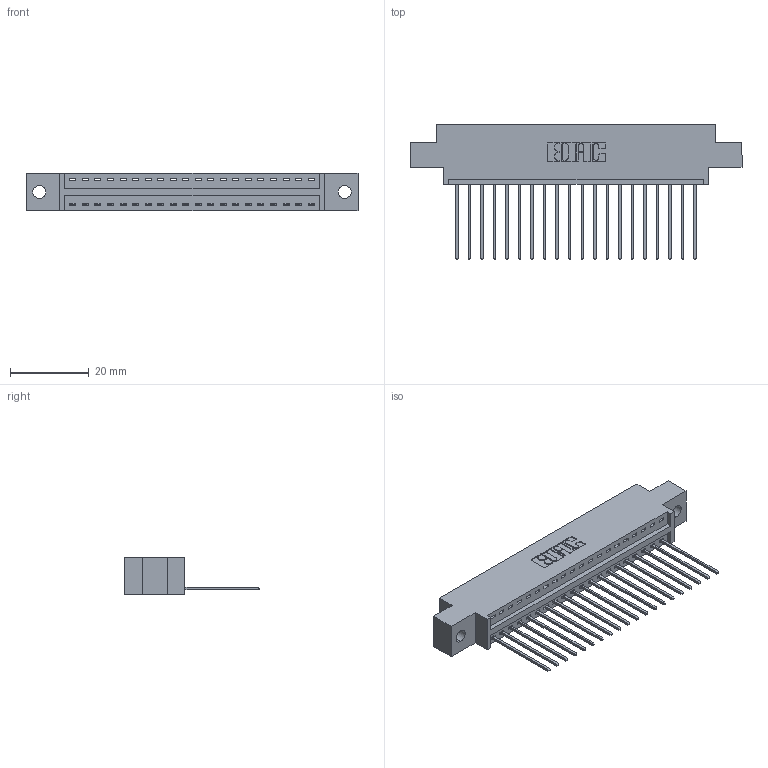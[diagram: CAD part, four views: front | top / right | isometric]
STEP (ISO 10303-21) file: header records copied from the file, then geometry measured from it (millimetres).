
FILE_DESCRIPTION (( 'STEP AP203' ), '1' );
FILE_NAME ('396-020-541-602.STEP', '2018-09-01T06:09:14', ( '' ), ( '' ), 'SwSTEP 2.0', 'SolidWorks 2016', '' );
FILE_SCHEMA (( 'CONFIG_CONTROL_DESIGN' ));
Length unit declared in the file: inch
Products named in the file (3): 396-020-541-602; 346 Part_0.170 Offset - 0.128 Dia; 345-292-001_345-293-141
Assembly tree (21 placements, depth 2):
  396-020-541-602
    346 Part_0.170 Offset - 0.128 Dia
    345-292-001_345-293-141  x20
Bounding box: 84.07 x 34.29 x 9.4 mm (x, y, z)
Volume: 7770.9 mm3; surface area: 9758.5 mm2
Topology: 21 solids, 21 shells, 1286 faces, 3861 edges, 2546 vertices
Faces by surface type: plane 880, cylinder 406
Entity records: 15527 total; most frequent: CARTESIAN_POINT 2676, ORIENTED_EDGE 2630, DIRECTION 2387, EDGE_CURVE 1315, VECTOR 1103, LINE 1103, VERTEX_POINT 874, AXIS2_PLACEMENT_3D 642
